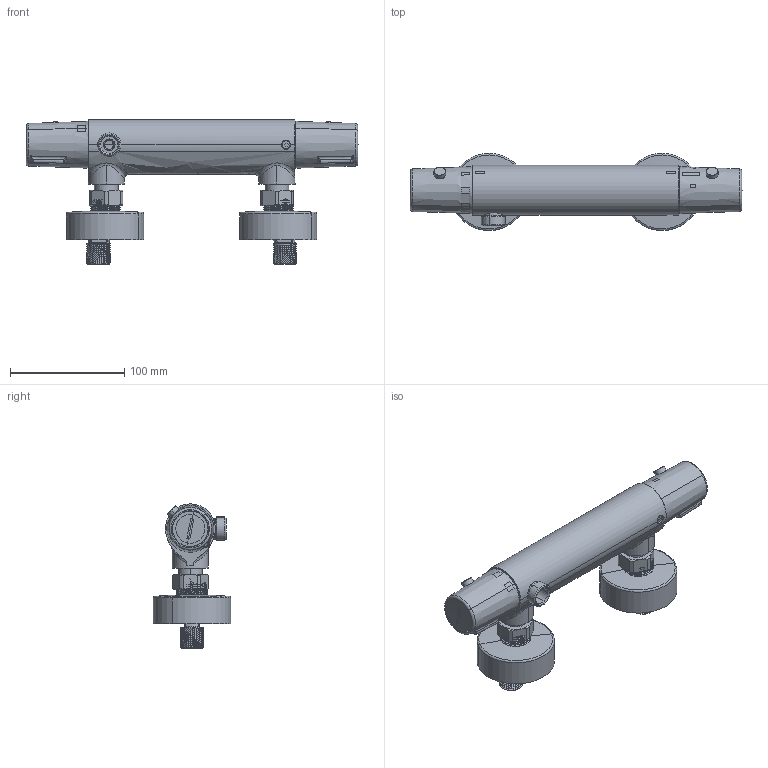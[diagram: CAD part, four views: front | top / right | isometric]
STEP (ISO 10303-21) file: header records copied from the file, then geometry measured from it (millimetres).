
FILE_DESCRIPTION (( 'STEP AP203' ), '1' );
FILE_NAME ('34DP06712.STEP', '2025-06-11T06:02:37', ( '' ), ( '' ), 'SwSTEP 2.0', 'SolidWorks 2021', '' );
FILE_SCHEMA (( 'CONFIG_CONTROL_DESIGN' ));
Length unit declared in the file: millimetre
Products named in the file (1): 34DP06712
Bounding box: 290 x 67.49 x 126.1 mm (x, y, z)
Volume: 215804.2 mm3; surface area: 171709.2 mm2
Topology: 17 solids, 17 shells, 1393 faces, 3580 edges, 2268 vertices
Faces by surface type: cylinder 493, plane 442, bspline 225, cone 171, torus 46, sphere 16
Entity records: 79535 total; most frequent: CARTESIAN_POINT 48184, ORIENTED_EDGE 7128, DIRECTION 5784, EDGE_CURVE 3564, VERTEX_POINT 2268, AXIS2_PLACEMENT_3D 2189, EDGE_LOOP 1512, VECTOR 1406
